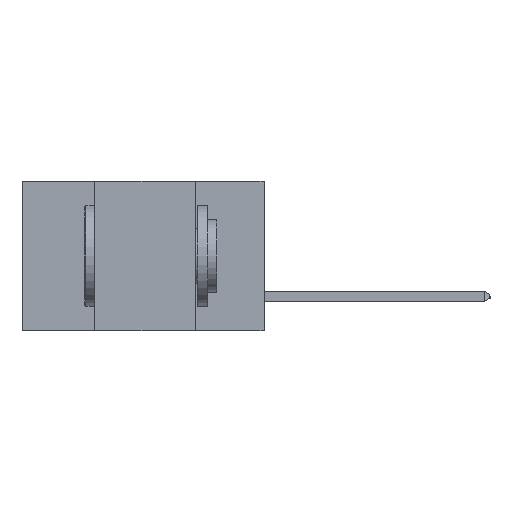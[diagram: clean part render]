
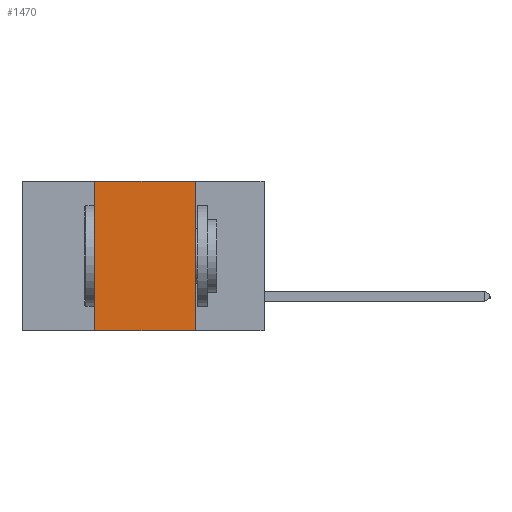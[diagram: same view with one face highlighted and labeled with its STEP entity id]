
A CAD part, left-side view. The second image highlights one B-rep face of the part: STEP entity #1470.
In plain terms, the highlighted planar face has unit normal (-1, 0, 0).
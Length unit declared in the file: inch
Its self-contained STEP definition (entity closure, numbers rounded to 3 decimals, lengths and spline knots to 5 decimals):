
#188 = VECTOR ( 'NONE', #5178, 39.37008 ) ;
#490 = ORIENTED_EDGE ( 'NONE', *, *, #14867, .F. ) ;
#1063 = VECTOR ( 'NONE', #12600, 39.37008 ) ;
#1470 = ADVANCED_FACE ( 'NONE', ( #13668 ), #15795, .F. ) ;
#2344 = DIRECTION ( 'NONE',  ( 0., -1., 0. ) ) ;
#3221 = CARTESIAN_POINT ( 'NONE',  ( 0., 0.6, 0. ) ) ;
#3317 = VECTOR ( 'NONE', #2344, 39.37008 ) ;
#4119 = ORIENTED_EDGE ( 'NONE', *, *, #11639, .F. ) ;
#4167 = AXIS2_PLACEMENT_3D ( 'NONE', #3221, #19317, #9240 ) ;
#4694 = CARTESIAN_POINT ( 'NONE',  ( 0., 0.17, 0. ) ) ;
#5178 = DIRECTION ( 'NONE',  ( 0., 0., 1. ) ) ;
#5927 = VERTEX_POINT ( 'NONE', #4694 ) ;
#6875 = EDGE_LOOP ( 'NONE', ( #4119, #490, #7971, #12497 ) ) ;
#7134 = VECTOR ( 'NONE', #11141, 39.37008 ) ;
#7971 = ORIENTED_EDGE ( 'NONE', *, *, #21593, .F. ) ;
#8539 = LINE ( 'NONE', #17730, #3317 ) ;
#9240 = DIRECTION ( 'NONE',  ( 0., 0., -1. ) ) ;
#9548 = VERTEX_POINT ( 'NONE', #10810 ) ;
#9647 = VERTEX_POINT ( 'NONE', #9704 ) ;
#9704 = CARTESIAN_POINT ( 'NONE',  ( 0., 0.17, -0.37 ) ) ;
#9883 = LINE ( 'NONE', #10927, #1063 ) ;
#10810 = CARTESIAN_POINT ( 'NONE',  ( 0., 0.42, 0. ) ) ;
#10927 = CARTESIAN_POINT ( 'NONE',  ( 0., 0.17, 0. ) ) ;
#11141 = DIRECTION ( 'NONE',  ( 0., -1., 0. ) ) ;
#11639 = EDGE_CURVE ( 'NONE', #5927, #9647, #9883, .T. ) ;
#12190 = EDGE_CURVE ( 'NONE', #21910, #9647, #20089, .T. ) ;
#12497 = ORIENTED_EDGE ( 'NONE', *, *, #12190, .T. ) ;
#12600 = DIRECTION ( 'NONE',  ( 0., 0., -1. ) ) ;
#12952 = CARTESIAN_POINT ( 'NONE',  ( 0., 0.42, -0.37 ) ) ;
#13668 = FACE_OUTER_BOUND ( 'NONE', #6875, .T. ) ;
#13719 = CARTESIAN_POINT ( 'NONE',  ( 0., 0.42, 0. ) ) ;
#14045 = LINE ( 'NONE', #13719, #188 ) ;
#14867 = EDGE_CURVE ( 'NONE', #9548, #5927, #8539, .T. ) ;
#15795 = PLANE ( 'NONE',  #4167 ) ;
#17730 = CARTESIAN_POINT ( 'NONE',  ( 0., 0.6, 0. ) ) ;
#19317 = DIRECTION ( 'NONE',  ( 1., 0., 0. ) ) ;
#20089 = LINE ( 'NONE', #21174, #7134 ) ;
#21174 = CARTESIAN_POINT ( 'NONE',  ( 0., 0.6, -0.37 ) ) ;
#21593 = EDGE_CURVE ( 'NONE', #21910, #9548, #14045, .T. ) ;
#21910 = VERTEX_POINT ( 'NONE', #12952 ) ;
